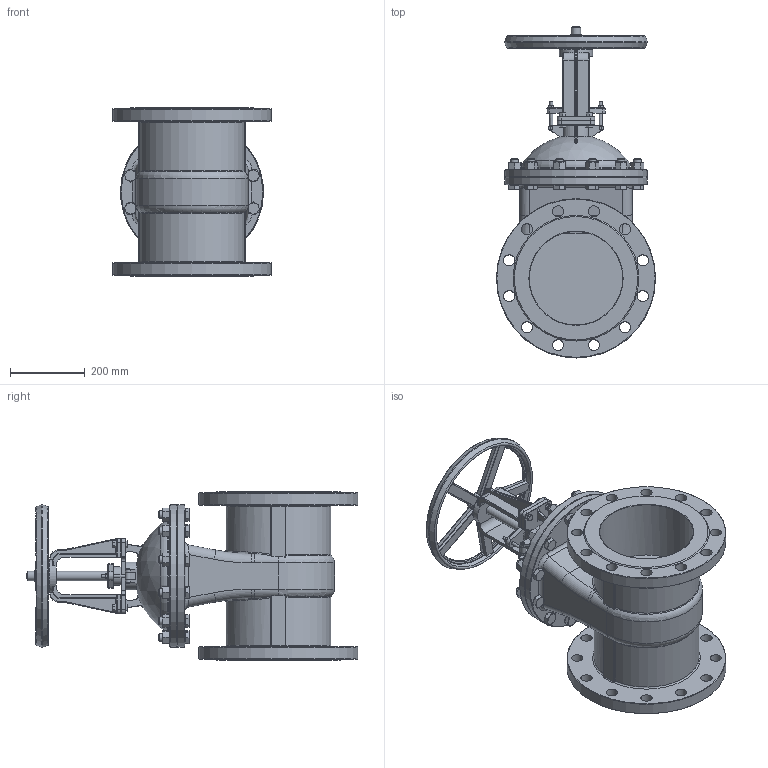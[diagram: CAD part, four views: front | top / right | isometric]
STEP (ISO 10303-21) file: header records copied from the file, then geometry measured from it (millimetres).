
FILE_DESCRIPTION(/* description */ (''),/* implementation_level */ '2;1');
FILE_NAME(/* name */ 'DN250_3D_STEP.stp',/* time_stamp */ '2024-02-09T14:36:17+03:00',/* author */ ('igorr'),/* organization */ (''),/* preprocessor_version */ 'ST-DEVELOPER v19.2',/* originating_system */ 'Autodesk Inventor 2023',/* authorisation */ '');
FILE_SCHEMA (('AUTOMOTIVE_DESIGN { 1 0 10303 214 3 1 1 }'));
Length unit declared in the file: millimetre
Products named in the file (8): Сборка; Деталь1; Деталь2; AS 1110 - M10 x 35; ANSI B18.2.4.2M - M10x1,5; ANSI B18.2.4.2M - M8x1,25; ANSI B18.2.4.2M - M20x2,5; AS 1110 - M20 x 70
Assembly tree (36 placements, depth 2):
  Сборка
    Деталь1
    Деталь2
    AS 1110 - M10 x 35  x4
    ANSI B18.2.4.2M - M10x1,5  x4
    ANSI B18.2.4.2M - M8x1,25  x2
    ANSI B18.2.4.2M - M20x2,5  x12
    AS 1110 - M20 x 70  x12
Bounding box: 425 x 887 x 450 mm (x, y, z)
Volume: 34086856 mm3; surface area: 2145058.5 mm2
Topology: 40 solids, 40 shells, 1433 faces, 3379 edges, 2070 vertices
Faces by surface type: plane 612, cone 321, cylinder 309, torus 95, bspline 91, sphere 5
Full cylindrical faces by diameter (mm): 6.647 x2, 7 x4, 8 x4, 8.376 x4, 10 x4, 12 x12, 15 x2, 16 x4, 17.294 x12, 18 x24, 20 x12, 25 x2, 27.9 x12, 30 x38, 50 x3, 60 x1, 250 x2, 290 x2, 380 x2, 425 x2
Entity records: 28926 total; most frequent: CARTESIAN_POINT 8819, ORIENTED_EDGE 4020, DIRECTION 3932, EDGE_CURVE 2010, AXIS2_PLACEMENT_3D 1585, VERTEX_POINT 1258, EDGE_LOOP 958, FACE_OUTER_BOUND 796
